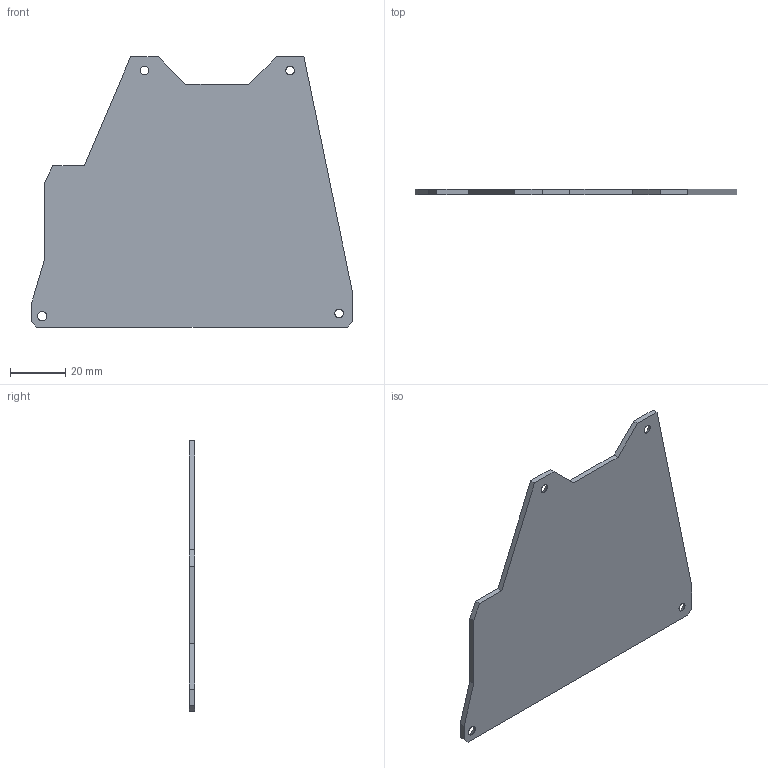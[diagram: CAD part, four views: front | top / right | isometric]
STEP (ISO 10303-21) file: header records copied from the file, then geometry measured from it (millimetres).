
FILE_DESCRIPTION (( 'STEP AP203' ), '1' );
FILE_NAME ('PCBCover.step', '2023-11-25T15:41:13', ( '' ), ( '' ), 'SwSTEP 2.0', 'SolidWorks 2022', '' );
FILE_SCHEMA (( 'CONFIG_CONTROL_DESIGN' ));
Length unit declared in the file: millimetre
Products named in the file (1): PCBCover
Bounding box: 116.7 x 2 x 98 mm (x, y, z)
Volume: 17920.6 mm3; surface area: 18853 mm2
Topology: 1 solids, 1 shells, 28 faces, 76 edges, 50 vertices
Faces by surface type: plane 18, cone 8, cylinder 2
Entity records: 975 total; most frequent: CARTESIAN_POINT 155, ORIENTED_EDGE 152, DIRECTION 152, EDGE_CURVE 76, VECTOR 58, LINE 58, VERTEX_POINT 50, AXIS2_PLACEMENT_3D 47
